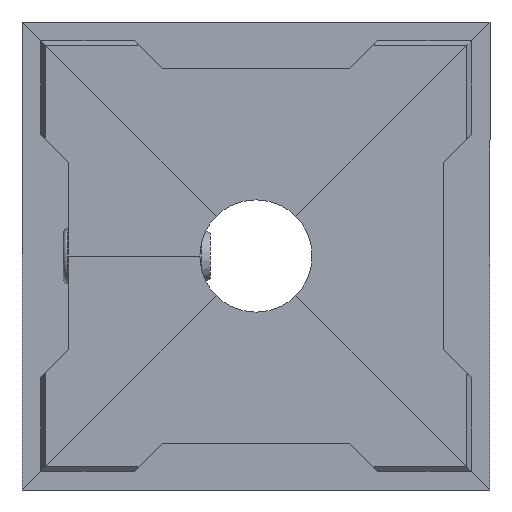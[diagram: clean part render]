
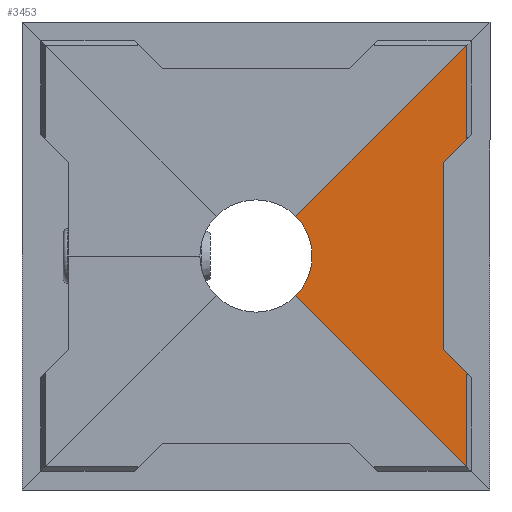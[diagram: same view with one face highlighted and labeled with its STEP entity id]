
A CAD part, front view. The second image highlights one B-rep face of the part: STEP entity #3453.
In plain terms, the highlighted planar face has unit normal (0, -1, 0).
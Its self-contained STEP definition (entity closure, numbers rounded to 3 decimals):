
#32 = DIRECTION ( 'NONE',  ( 0.707, 0., -0.707 ) ) ;
#122 = LINE ( 'NONE', #377, #1851 ) ;
#156 = CARTESIAN_POINT ( 'NONE',  ( -12.5, 0., -12.5 ) ) ;
#199 = EDGE_CURVE ( 'NONE', #3241, #1379, #301, .T. ) ;
#251 = LINE ( 'NONE', #1555, #720 ) ;
#301 = LINE ( 'NONE', #1905, #2094 ) ;
#377 = CARTESIAN_POINT ( 'NONE',  ( 22.5, 0., -25. ) ) ;
#405 = VECTOR ( 'NONE', #2551, 1000. ) ;
#437 = DIRECTION ( 'NONE',  ( 0., 0., 1. ) ) ;
#538 = ORIENTED_EDGE ( 'NONE', *, *, #3032, .T. ) ;
#659 = PLANE ( 'NONE',  #3664 ) ;
#707 = CARTESIAN_POINT ( 'NONE',  ( 0., 0., 0. ) ) ;
#720 = VECTOR ( 'NONE', #32, 1000. ) ;
#904 = VERTEX_POINT ( 'NONE', #3441 ) ;
#1197 = CARTESIAN_POINT ( 'NONE',  ( 22.5, 0., -22.5 ) ) ;
#1218 = CARTESIAN_POINT ( 'NONE',  ( 22.5, 0., 12.5 ) ) ;
#1250 = DIRECTION ( 'NONE',  ( 0.707, 0., -0.707 ) ) ;
#1276 = ORIENTED_EDGE ( 'NONE', *, *, #3220, .F. ) ;
#1379 = VERTEX_POINT ( 'NONE', #4030 ) ;
#1428 = LINE ( 'NONE', #3684, #2589 ) ;
#1447 = EDGE_LOOP ( 'NONE', ( #1276, #538, #2146, #3932, #2199, #4093, #3085, #2465 ) ) ;
#1459 = DIRECTION ( 'NONE',  ( 0.707, 0., 0.707 ) ) ;
#1510 = AXIS2_PLACEMENT_3D ( 'NONE', #707, #4190, #2281 ) ;
#1555 = CARTESIAN_POINT ( 'NONE',  ( -12.5, 0., 12.5 ) ) ;
#1797 = VERTEX_POINT ( 'NONE', #1197 ) ;
#1851 = VECTOR ( 'NONE', #437, 1000. ) ;
#1886 = CARTESIAN_POINT ( 'NONE',  ( 20., 0., -10. ) ) ;
#1905 = CARTESIAN_POINT ( 'NONE',  ( 20., 0., -10. ) ) ;
#1964 = DIRECTION ( 'NONE',  ( 0., 1., 0. ) ) ;
#2085 = DIRECTION ( 'NONE',  ( 0., 0., 1. ) ) ;
#2094 = VECTOR ( 'NONE', #1250, 1000. ) ;
#2146 = ORIENTED_EDGE ( 'NONE', *, *, #4013, .T. ) ;
#2169 = CARTESIAN_POINT ( 'NONE',  ( 22.5, 0., 22.5 ) ) ;
#2184 = VECTOR ( 'NONE', #2774, 1000. ) ;
#2199 = ORIENTED_EDGE ( 'NONE', *, *, #199, .F. ) ;
#2271 = CARTESIAN_POINT ( 'NONE',  ( 20., 0., 10. ) ) ;
#2281 = DIRECTION ( 'NONE',  ( -1., 0., 0. ) ) ;
#2403 = EDGE_CURVE ( 'NONE', #1797, #1379, #122, .T. ) ;
#2442 = EDGE_CURVE ( 'NONE', #3786, #2543, #1428, .T. ) ;
#2465 = ORIENTED_EDGE ( 'NONE', *, *, #2442, .T. ) ;
#2543 = VERTEX_POINT ( 'NONE', #2169 ) ;
#2551 = DIRECTION ( 'NONE',  ( 0., 0., -1. ) ) ;
#2589 = VECTOR ( 'NONE', #2085, 1000. ) ;
#2608 = EDGE_CURVE ( 'NONE', #3224, #3241, #3543, .T. ) ;
#2747 = CARTESIAN_POINT ( 'NONE',  ( 20., 0., 10. ) ) ;
#2766 = EDGE_CURVE ( 'NONE', #3786, #3224, #3941, .T. ) ;
#2774 = DIRECTION ( 'NONE',  ( -0.707, 0., -0.707 ) ) ;
#2839 = VERTEX_POINT ( 'NONE', #3744 ) ;
#3032 = EDGE_CURVE ( 'NONE', #2839, #904, #3326, .T. ) ;
#3063 = LINE ( 'NONE', #156, #3536 ) ;
#3085 = ORIENTED_EDGE ( 'NONE', *, *, #2766, .F. ) ;
#3213 = CARTESIAN_POINT ( 'NONE',  ( 0., 0., -25. ) ) ;
#3220 = EDGE_CURVE ( 'NONE', #2839, #2543, #3063, .T. ) ;
#3224 = VERTEX_POINT ( 'NONE', #2747 ) ;
#3241 = VERTEX_POINT ( 'NONE', #1886 ) ;
#3251 = DIRECTION ( 'NONE',  ( -1., 0., 0. ) ) ;
#3326 = CIRCLE ( 'NONE', #1510, 6. ) ;
#3441 = CARTESIAN_POINT ( 'NONE',  ( 4.243, 0., -4.243 ) ) ;
#3453 = ADVANCED_FACE ( 'NONE', ( #3565 ), #659, .F. ) ;
#3536 = VECTOR ( 'NONE', #1459, 1000. ) ;
#3543 = LINE ( 'NONE', #2271, #405 ) ;
#3565 = FACE_OUTER_BOUND ( 'NONE', #1447, .T. ) ;
#3664 = AXIS2_PLACEMENT_3D ( 'NONE', #3213, #1964, #3251 ) ;
#3684 = CARTESIAN_POINT ( 'NONE',  ( 22.5, 0., -25. ) ) ;
#3744 = CARTESIAN_POINT ( 'NONE',  ( 4.243, 0., 4.243 ) ) ;
#3786 = VERTEX_POINT ( 'NONE', #1218 ) ;
#3932 = ORIENTED_EDGE ( 'NONE', *, *, #2403, .T. ) ;
#3941 = LINE ( 'NONE', #4062, #2184 ) ;
#4013 = EDGE_CURVE ( 'NONE', #904, #1797, #251, .T. ) ;
#4030 = CARTESIAN_POINT ( 'NONE',  ( 22.5, 0., -12.5 ) ) ;
#4062 = CARTESIAN_POINT ( 'NONE',  ( 25., 0., 15. ) ) ;
#4093 = ORIENTED_EDGE ( 'NONE', *, *, #2608, .F. ) ;
#4190 = DIRECTION ( 'NONE',  ( 0., 1., 0. ) ) ;
